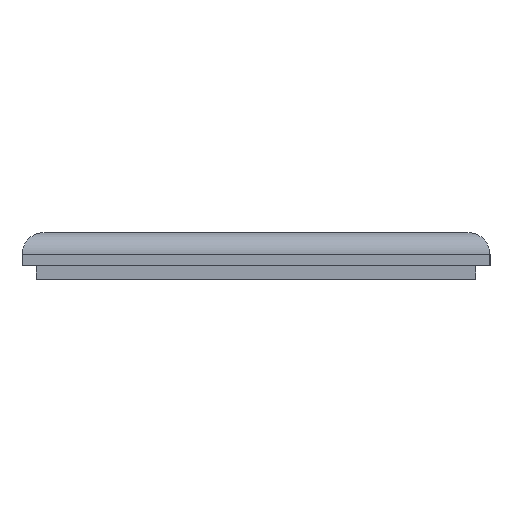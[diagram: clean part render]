
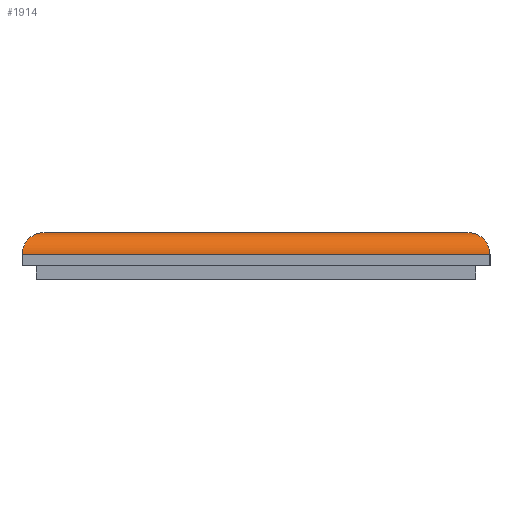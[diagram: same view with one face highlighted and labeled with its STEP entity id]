
A CAD part, left-side view. The second image highlights one B-rep face of the part: STEP entity #1914.
In plain terms, the highlighted cylindrical face has radius 5.08 mm (diameter 10.16 mm), a partial arc.
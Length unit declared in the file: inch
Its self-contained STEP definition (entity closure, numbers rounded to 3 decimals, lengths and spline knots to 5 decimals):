
#16=ELLIPSE('',#1991,0.28284,0.2);
#18=ELLIPSE('',#1995,0.28284,0.2);
#22=CYLINDRICAL_SURFACE('',#1996,0.2);
#186=FACE_OUTER_BOUND('',#300,.T.);
#300=EDGE_LOOP('',(#1724,#1725,#1726,#1727));
#475=LINE('',#3530,#664);
#481=LINE('',#3551,#670);
#664=VECTOR('',#2266,0.3937);
#670=VECTOR('',#2292,0.3937);
#935=VERTEX_POINT('',#3526);
#937=VERTEX_POINT('',#3529);
#940=VERTEX_POINT('',#3539);
#942=VERTEX_POINT('',#3547);
#1199=EDGE_CURVE('',#937,#935,#475,.T.);
#1204=EDGE_CURVE('',#935,#940,#16,.T.);
#1207=EDGE_CURVE('',#937,#942,#18,.T.);
#1209=EDGE_CURVE('',#940,#942,#481,.T.);
#1724=ORIENTED_EDGE('',*,*,#1209,.T.);
#1725=ORIENTED_EDGE('',*,*,#1207,.F.);
#1726=ORIENTED_EDGE('',*,*,#1199,.T.);
#1727=ORIENTED_EDGE('',*,*,#1204,.T.);
#1914=ADVANCED_FACE('',(#186),#22,.T.);
#1991=AXIS2_PLACEMENT_3D('',#3541,#2278,#2279);
#1995=AXIS2_PLACEMENT_3D('',#3548,#2287,#2288);
#1996=AXIS2_PLACEMENT_3D('',#3550,#2290,#2291);
#2266=DIRECTION('',(0.,1.,0.));
#2278=DIRECTION('center_axis',(-0.707,-0.707,0.));
#2279=DIRECTION('ref_axis',(-0.707,0.707,0.));
#2287=DIRECTION('center_axis',(0.707,-0.707,0.));
#2288=DIRECTION('ref_axis',(-0.707,-0.707,0.));
#2290=DIRECTION('center_axis',(0.,-1.,0.));
#2291=DIRECTION('ref_axis',(-0.707,0.,0.707));
#2292=DIRECTION('',(0.,-1.,0.));
#3526=CARTESIAN_POINT('',(0.2,-0.2,4.425));
#3529=CARTESIAN_POINT('',(0.2,-4.05,4.425));
#3530=CARTESIAN_POINT('',(0.2,-1.0625,4.425));
#3539=CARTESIAN_POINT('',(0.,0.,4.225));
#3541=CARTESIAN_POINT('Origin',(0.2,-0.2,4.225));
#3547=CARTESIAN_POINT('',(0.,-4.25,4.225));
#3548=CARTESIAN_POINT('Origin',(0.2,-4.05,4.225));
#3550=CARTESIAN_POINT('Origin',(0.2,-1.0625,4.225));
#3551=CARTESIAN_POINT('',(0.,-1.0625,4.225));
